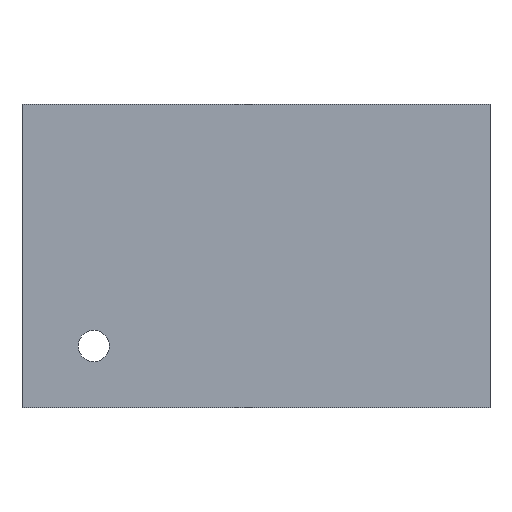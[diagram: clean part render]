
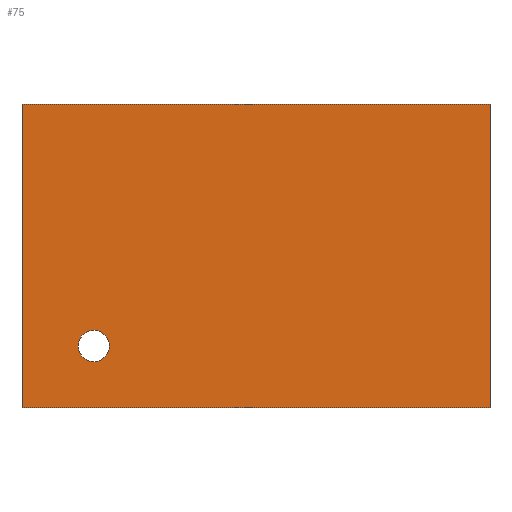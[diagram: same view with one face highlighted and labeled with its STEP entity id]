
A CAD part, front view. The second image highlights one B-rep face of the part: STEP entity #75.
In plain terms, the highlighted planar face has unit normal (0, -1, 0).
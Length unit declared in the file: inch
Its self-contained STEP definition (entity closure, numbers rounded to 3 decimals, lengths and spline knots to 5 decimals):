
#10 = FACE_OUTER_BOUND ( 'NONE', #258, .T. ) ;
#20 = DIRECTION ( 'NONE',  ( 0., 1., 0. ) ) ;
#73 = AXIS2_PLACEMENT_3D ( 'NONE', #394, #101, #215 ) ;
#75 = ADVANCED_FACE ( 'NONE', ( #78, #10 ), #76, .F. ) ;
#76 = PLANE ( 'NONE',  #73 ) ;
#78 = FACE_BOUND ( 'NONE', #448, .T. ) ;
#88 = VERTEX_POINT ( 'NONE', #206 ) ;
#94 = VERTEX_POINT ( 'NONE', #255 ) ;
#95 = DIRECTION ( 'NONE',  ( 0., 0., 1. ) ) ;
#96 = ORIENTED_EDGE ( 'NONE', *, *, #414, .F. ) ;
#101 = DIRECTION ( 'NONE',  ( 0., 1., 0. ) ) ;
#107 = ORIENTED_EDGE ( 'NONE', *, *, #404, .F. ) ;
#114 = CIRCLE ( 'NONE', #238, 0.30976 ) ;
#118 = CARTESIAN_POINT ( 'NONE',  ( 0., 0., 0. ) ) ;
#134 = DIRECTION ( 'NONE',  ( 1., 0., 0. ) ) ;
#136 = CARTESIAN_POINT ( 'NONE',  ( 0., 0., 0. ) ) ;
#147 = VERTEX_POINT ( 'NONE', #349 ) ;
#161 = VECTOR ( 'NONE', #134, 39.37008 ) ;
#173 = VERTEX_POINT ( 'NONE', #428 ) ;
#206 = CARTESIAN_POINT ( 'NONE',  ( -9.26511, 0., 0. ) ) ;
#211 = EDGE_CURVE ( 'NONE', #431, #147, #305, .T. ) ;
#215 = DIRECTION ( 'NONE',  ( 0., 0., 1. ) ) ;
#227 = EDGE_CURVE ( 'NONE', #173, #173, #114, .T. ) ;
#232 = CARTESIAN_POINT ( 'NONE',  ( -7.84229, 0., -4.78173 ) ) ;
#238 = AXIS2_PLACEMENT_3D ( 'NONE', #232, #20, #446 ) ;
#247 = VECTOR ( 'NONE', #95, 39.37008 ) ;
#255 = CARTESIAN_POINT ( 'NONE',  ( -9.26511, 0., -6. ) ) ;
#258 = EDGE_LOOP ( 'NONE', ( #342, #107, #96, #383 ) ) ;
#282 = LINE ( 'NONE', #411, #247 ) ;
#291 = VECTOR ( 'NONE', #436, 39.37008 ) ;
#292 = EDGE_CURVE ( 'NONE', #147, #94, #406, .T. ) ;
#305 = LINE ( 'NONE', #118, #291 ) ;
#314 = CARTESIAN_POINT ( 'NONE',  ( 0., 0., 0. ) ) ;
#342 = ORIENTED_EDGE ( 'NONE', *, *, #211, .F. ) ;
#349 = CARTESIAN_POINT ( 'NONE',  ( 0., 0., -6. ) ) ;
#351 = DIRECTION ( 'NONE',  ( -1., 0., 0. ) ) ;
#374 = CARTESIAN_POINT ( 'NONE',  ( 0., 0., -6. ) ) ;
#383 = ORIENTED_EDGE ( 'NONE', *, *, #292, .F. ) ;
#386 = LINE ( 'NONE', #136, #161 ) ;
#394 = CARTESIAN_POINT ( 'NONE',  ( 0., 0., 0. ) ) ;
#397 = ORIENTED_EDGE ( 'NONE', *, *, #227, .T. ) ;
#404 = EDGE_CURVE ( 'NONE', #88, #431, #386, .T. ) ;
#406 = LINE ( 'NONE', #374, #432 ) ;
#411 = CARTESIAN_POINT ( 'NONE',  ( -9.26511, 0., 0. ) ) ;
#414 = EDGE_CURVE ( 'NONE', #94, #88, #282, .T. ) ;
#428 = CARTESIAN_POINT ( 'NONE',  ( -7.84229, 0., -4.47197 ) ) ;
#431 = VERTEX_POINT ( 'NONE', #314 ) ;
#432 = VECTOR ( 'NONE', #351, 39.37008 ) ;
#436 = DIRECTION ( 'NONE',  ( 0., 0., -1. ) ) ;
#446 = DIRECTION ( 'NONE',  ( 0., 0., 1. ) ) ;
#448 = EDGE_LOOP ( 'NONE', ( #397 ) ) ;
